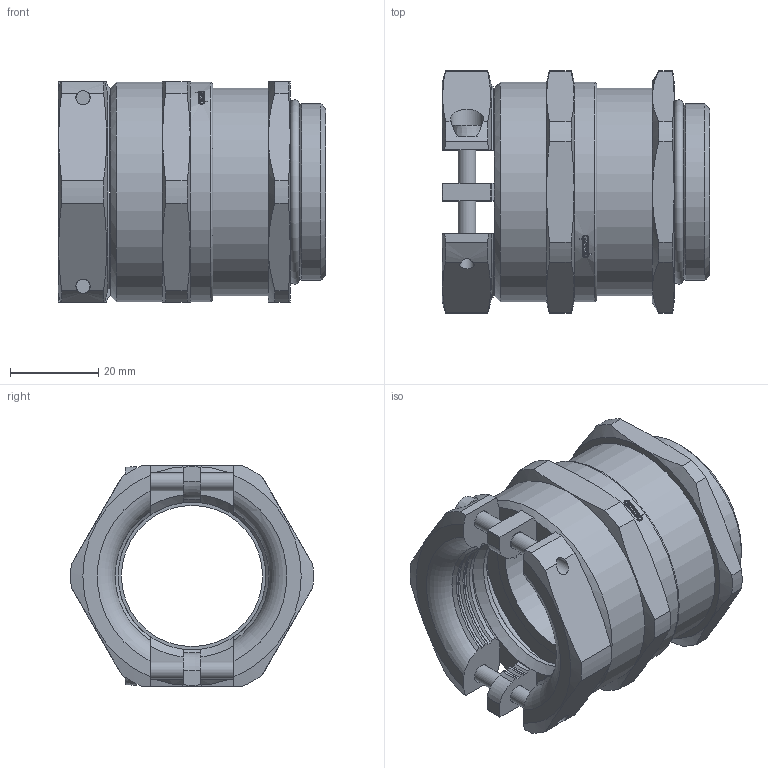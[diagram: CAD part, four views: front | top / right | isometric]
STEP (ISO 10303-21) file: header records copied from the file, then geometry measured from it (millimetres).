
FILE_DESCRIPTION(/* description */ ('HSK-MZ Metr.-Cable glands for special applications'),/* implementation_level */ '2;1');
FILE_NAME(/* name */ 'HU1690400050.stp',/* time_stamp */ '2021-10-12T14:57:49+02:00',/* author */ ('sl'),/* organization */ ('HUMMEL'),/* preprocessor_version */ 'ST-DEVELOPER v16.5',/* originating_system */ 'Autodesk Inventor 2017',/* authorisation */ '');
FILE_SCHEMA (('AUTOMOTIVE_DESIGN { 1 0 10303 214 3 1 1 }'));
Length unit declared in the file: millimetre
Products named in the file (6): HSK-MZ 1.690.4000.50; HSK-MZ 1.690.4000.50-Gland; HSK-MZ 1.690.4000.50-Nut; HSK-MZ 1.690.4000.50-Clamping insert; HSK-MZ 1.690.4000.50-Sealing insert; HSK-MZ 1.690.4000.50-O-Ring
Assembly tree (5 placements, depth 2):
  HSK-MZ 1.690.4000.50
    HSK-MZ 1.690.4000.50-Gland
    HSK-MZ 1.690.4000.50-Nut
    HSK-MZ 1.690.4000.50-Clamping insert
    HSK-MZ 1.690.4000.50-Sealing insert
    HSK-MZ 1.690.4000.50-O-Ring
Bounding box: 60.6 x 54.99 x 50 mm (x, y, z)
Volume: 54369.2 mm3; surface area: 40034.9 mm2
Topology: 5 solids, 5 shells, 295 faces, 784 edges, 517 vertices
Faces by surface type: plane 152, cylinder 77, cone 50, torus 16
Full cylindrical faces by diameter (mm): 3.242 x2, 4 x3, 4.2 x2, 4.3 x2, 32 x1, 33.2 x1, 33.5 x1, 35.4 x2, 37 x2, 37.8 x1, 40 x1, 42.6 x2, 44.1 x2, 45.48 x1, 46.24 x1, 47 x1, 49.8 x2
Entity records: 9263 total; most frequent: CARTESIAN_POINT 2016, DIRECTION 1538, ORIENTED_EDGE 1446, EDGE_CURVE 723, AXIS2_PLACEMENT_3D 615, VERTEX_POINT 502, EDGE_LOOP 373, LINE 308
